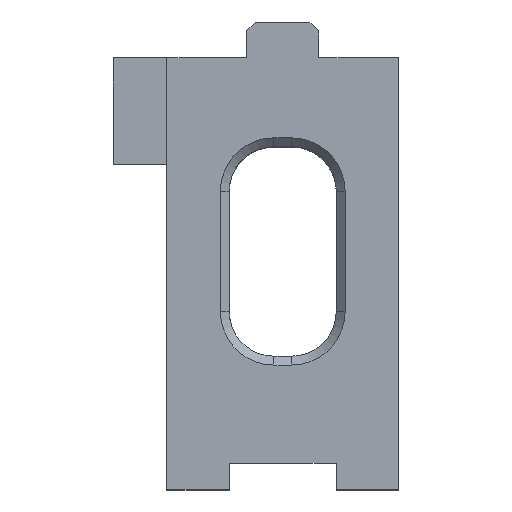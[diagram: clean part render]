
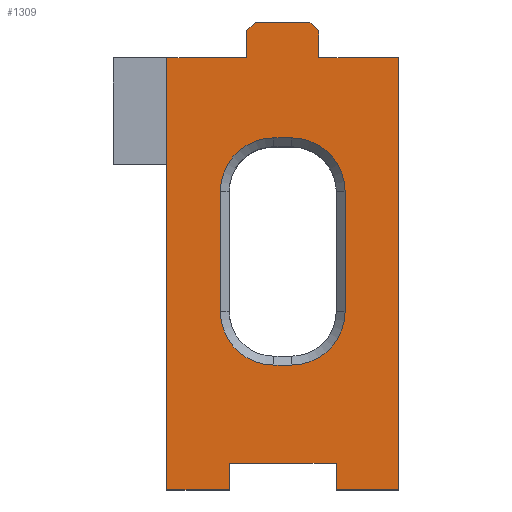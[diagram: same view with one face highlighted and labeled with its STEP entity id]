
A CAD part, top view. The second image highlights one B-rep face of the part: STEP entity #1309.
In plain terms, the highlighted planar face has unit normal (0, 0, 1).
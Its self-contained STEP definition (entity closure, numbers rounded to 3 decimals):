
#49=FACE_BOUND('',#226,.T.);
#74=CIRCLE('',#1389,6.);
#76=CIRCLE('',#1393,6.);
#77=CIRCLE('',#1396,6.);
#78=CIRCLE('',#1399,6.);
#148=FACE_OUTER_BOUND('',#225,.T.);
#225=EDGE_LOOP('',(#1088,#1089,#1090,#1091,#1092,#1093,#1094,#1095,#1096,
#1097,#1098,#1099,#1100,#1101));
#226=EDGE_LOOP('',(#1102,#1103,#1104,#1105,#1106,#1107,#1108,#1109));
#264=LINE('',#1795,#406);
#272=LINE('',#1818,#414);
#300=LINE('',#1875,#442);
#304=LINE('',#1882,#446);
#310=LINE('',#1894,#452);
#312=LINE('',#1898,#454);
#313=LINE('',#1901,#455);
#349=LINE('',#2232,#491);
#353=LINE('',#2244,#495);
#357=LINE('',#2254,#499);
#360=LINE('',#2262,#502);
#365=LINE('',#2326,#507);
#366=LINE('',#2327,#508);
#367=LINE('',#2329,#509);
#368=LINE('',#2331,#510);
#369=LINE('',#2332,#511);
#370=LINE('',#2334,#512);
#371=LINE('',#2335,#513);
#406=VECTOR('',#1470,10.);
#414=VECTOR('',#1490,10.);
#442=VECTOR('',#1536,10.);
#446=VECTOR('',#1542,10.);
#452=VECTOR('',#1552,10.);
#454=VECTOR('',#1556,10.);
#455=VECTOR('',#1559,10.);
#491=VECTOR('',#1625,10.);
#495=VECTOR('',#1637,10.);
#499=VECTOR('',#1649,10.);
#502=VECTOR('',#1658,10.);
#507=VECTOR('',#1677,10.);
#508=VECTOR('',#1678,10.);
#509=VECTOR('',#1679,10.);
#510=VECTOR('',#1680,10.);
#511=VECTOR('',#1681,10.);
#512=VECTOR('',#1682,10.);
#513=VECTOR('',#1683,10.);
#545=VERTEX_POINT('',#1793);
#546=VERTEX_POINT('',#1794);
#554=VERTEX_POINT('',#1815);
#555=VERTEX_POINT('',#1817);
#574=VERTEX_POINT('',#1872);
#575=VERTEX_POINT('',#1874);
#577=VERTEX_POINT('',#1880);
#581=VERTEX_POINT('',#1892);
#582=VERTEX_POINT('',#1896);
#583=VERTEX_POINT('',#1900);
#620=VERTEX_POINT('',#2229);
#621=VERTEX_POINT('',#2231);
#623=VERTEX_POINT('',#2237);
#625=VERTEX_POINT('',#2242);
#626=VERTEX_POINT('',#2248);
#627=VERTEX_POINT('',#2252);
#628=VERTEX_POINT('',#2256);
#629=VERTEX_POINT('',#2260);
#635=VERTEX_POINT('',#2325);
#636=VERTEX_POINT('',#2328);
#637=VERTEX_POINT('',#2330);
#638=VERTEX_POINT('',#2333);
#669=EDGE_CURVE('',#545,#546,#264,.T.);
#680=EDGE_CURVE('',#554,#555,#272,.T.);
#708=EDGE_CURVE('',#574,#575,#300,.T.);
#712=EDGE_CURVE('',#577,#574,#304,.T.);
#718=EDGE_CURVE('',#581,#577,#310,.T.);
#720=EDGE_CURVE('',#582,#581,#312,.T.);
#721=EDGE_CURVE('',#575,#583,#313,.T.);
#777=EDGE_CURVE('',#620,#621,#349,.T.);
#781=EDGE_CURVE('',#623,#620,#74,.T.);
#783=EDGE_CURVE('',#625,#623,#353,.T.);
#787=EDGE_CURVE('',#626,#625,#76,.T.);
#789=EDGE_CURVE('',#627,#626,#357,.T.);
#791=EDGE_CURVE('',#628,#627,#77,.T.);
#793=EDGE_CURVE('',#629,#628,#360,.T.);
#794=EDGE_CURVE('',#621,#629,#78,.T.);
#803=EDGE_CURVE('',#635,#582,#365,.T.);
#804=EDGE_CURVE('',#635,#555,#366,.T.);
#805=EDGE_CURVE('',#636,#554,#367,.T.);
#806=EDGE_CURVE('',#637,#636,#368,.T.);
#807=EDGE_CURVE('',#637,#546,#369,.T.);
#808=EDGE_CURVE('',#638,#545,#370,.T.);
#809=EDGE_CURVE('',#583,#638,#371,.T.);
#1088=ORIENTED_EDGE('',*,*,#708,.F.);
#1089=ORIENTED_EDGE('',*,*,#712,.F.);
#1090=ORIENTED_EDGE('',*,*,#718,.F.);
#1091=ORIENTED_EDGE('',*,*,#720,.F.);
#1092=ORIENTED_EDGE('',*,*,#803,.F.);
#1093=ORIENTED_EDGE('',*,*,#804,.T.);
#1094=ORIENTED_EDGE('',*,*,#680,.F.);
#1095=ORIENTED_EDGE('',*,*,#805,.F.);
#1096=ORIENTED_EDGE('',*,*,#806,.F.);
#1097=ORIENTED_EDGE('',*,*,#807,.T.);
#1098=ORIENTED_EDGE('',*,*,#669,.F.);
#1099=ORIENTED_EDGE('',*,*,#808,.F.);
#1100=ORIENTED_EDGE('',*,*,#809,.F.);
#1101=ORIENTED_EDGE('',*,*,#721,.F.);
#1102=ORIENTED_EDGE('',*,*,#777,.F.);
#1103=ORIENTED_EDGE('',*,*,#781,.F.);
#1104=ORIENTED_EDGE('',*,*,#783,.F.);
#1105=ORIENTED_EDGE('',*,*,#787,.F.);
#1106=ORIENTED_EDGE('',*,*,#789,.F.);
#1107=ORIENTED_EDGE('',*,*,#791,.F.);
#1108=ORIENTED_EDGE('',*,*,#793,.F.);
#1109=ORIENTED_EDGE('',*,*,#794,.F.);
#1242=PLANE('',#1404);
#1309=ADVANCED_FACE('',(#148,#49),#1242,.T.);
#1389=AXIS2_PLACEMENT_3D('',#2239,#1632,#1633);
#1393=AXIS2_PLACEMENT_3D('',#2250,#1644,#1645);
#1396=AXIS2_PLACEMENT_3D('',#2258,#1653,#1654);
#1399=AXIS2_PLACEMENT_3D('',#2264,#1661,#1662);
#1404=AXIS2_PLACEMENT_3D('',#2324,#1675,#1676);
#1470=DIRECTION('',(-1.,0.,0.));
#1490=DIRECTION('',(-1.,0.,0.));
#1536=DIRECTION('',(0.707,-0.707,0.));
#1542=DIRECTION('',(1.,0.,0.));
#1552=DIRECTION('',(0.707,0.707,0.));
#1556=DIRECTION('',(0.,1.,0.));
#1559=DIRECTION('',(0.,-1.,0.));
#1625=DIRECTION('',(0.,-1.,0.));
#1632=DIRECTION('center_axis',(0.,0.,1.));
#1633=DIRECTION('ref_axis',(-0.707,0.707,0.));
#1637=DIRECTION('',(-1.,0.,0.));
#1644=DIRECTION('center_axis',(0.,0.,1.));
#1645=DIRECTION('ref_axis',(0.707,0.707,0.));
#1649=DIRECTION('',(0.,1.,0.));
#1653=DIRECTION('center_axis',(0.,0.,1.));
#1654=DIRECTION('ref_axis',(0.707,-0.707,0.));
#1658=DIRECTION('',(1.,0.,0.));
#1661=DIRECTION('center_axis',(0.,0.,1.));
#1662=DIRECTION('ref_axis',(-0.707,-0.707,0.));
#1675=DIRECTION('center_axis',(0.,0.,1.));
#1676=DIRECTION('ref_axis',(-1.,0.,0.));
#1677=DIRECTION('',(1.,0.,0.));
#1678=DIRECTION('',(0.,-1.,0.));
#1679=DIRECTION('',(0.,-1.,0.));
#1680=DIRECTION('',(-1.,0.,0.));
#1681=DIRECTION('',(0.,-1.,0.));
#1682=DIRECTION('',(0.,-1.,0.));
#1683=DIRECTION('',(1.,0.,0.));
#1793=CARTESIAN_POINT('',(13.,-48.5,5.));
#1794=CARTESIAN_POINT('',(6.,-48.5,5.));
#1795=CARTESIAN_POINT('',(-13.,-48.5,5.));
#1815=CARTESIAN_POINT('',(-6.,-48.5,5.));
#1817=CARTESIAN_POINT('',(-13.,-48.5,5.));
#1818=CARTESIAN_POINT('',(-13.,-48.5,5.));
#1872=CARTESIAN_POINT('',(3.05,4.,5.));
#1874=CARTESIAN_POINT('',(4.05,3.,5.));
#1875=CARTESIAN_POINT('',(6.787,0.263,5.));
#1880=CARTESIAN_POINT('',(-3.05,4.,5.));
#1882=CARTESIAN_POINT('',(-4.05,4.,5.));
#1892=CARTESIAN_POINT('',(-4.05,3.,5.));
#1894=CARTESIAN_POINT('',(-0.287,6.763,5.));
#1896=CARTESIAN_POINT('',(-4.05,0.,5.));
#1898=CARTESIAN_POINT('',(-4.05,0.,5.));
#1900=CARTESIAN_POINT('',(4.05,0.,5.));
#1901=CARTESIAN_POINT('',(4.05,4.,5.));
#2229=CARTESIAN_POINT('',(-7.,-15.,5.));
#2231=CARTESIAN_POINT('',(-7.,-28.5,5.));
#2232=CARTESIAN_POINT('',(-7.,-16.75,5.));
#2237=CARTESIAN_POINT('',(-1.,-9.,5.));
#2239=CARTESIAN_POINT('Origin',(-1.,-15.,5.));
#2242=CARTESIAN_POINT('',(1.,-9.,5.));
#2244=CARTESIAN_POINT('',(3.5,-9.,5.));
#2248=CARTESIAN_POINT('',(7.,-15.,5.));
#2250=CARTESIAN_POINT('Origin',(1.,-15.,5.));
#2252=CARTESIAN_POINT('',(7.,-28.5,5.));
#2254=CARTESIAN_POINT('',(7.,-5.,5.));
#2256=CARTESIAN_POINT('',(1.,-34.5,5.));
#2258=CARTESIAN_POINT('Origin',(1.,-28.5,5.));
#2260=CARTESIAN_POINT('',(-1.,-34.5,5.));
#2262=CARTESIAN_POINT('',(9.5,-34.5,5.));
#2264=CARTESIAN_POINT('Origin',(-1.,-28.5,5.));
#2324=CARTESIAN_POINT('Origin',(13.,0.,5.));
#2325=CARTESIAN_POINT('',(-13.,0.,5.));
#2326=CARTESIAN_POINT('',(-13.,0.,5.));
#2327=CARTESIAN_POINT('',(-13.,0.,5.));
#2328=CARTESIAN_POINT('',(-6.,-45.5,5.));
#2329=CARTESIAN_POINT('',(-6.,0.,5.));
#2330=CARTESIAN_POINT('',(6.,-45.5,5.));
#2331=CARTESIAN_POINT('',(-13.,-45.5,5.));
#2332=CARTESIAN_POINT('',(6.,0.,5.));
#2333=CARTESIAN_POINT('',(13.,0.,5.));
#2334=CARTESIAN_POINT('',(13.,0.,5.));
#2335=CARTESIAN_POINT('',(-13.,0.,5.));
